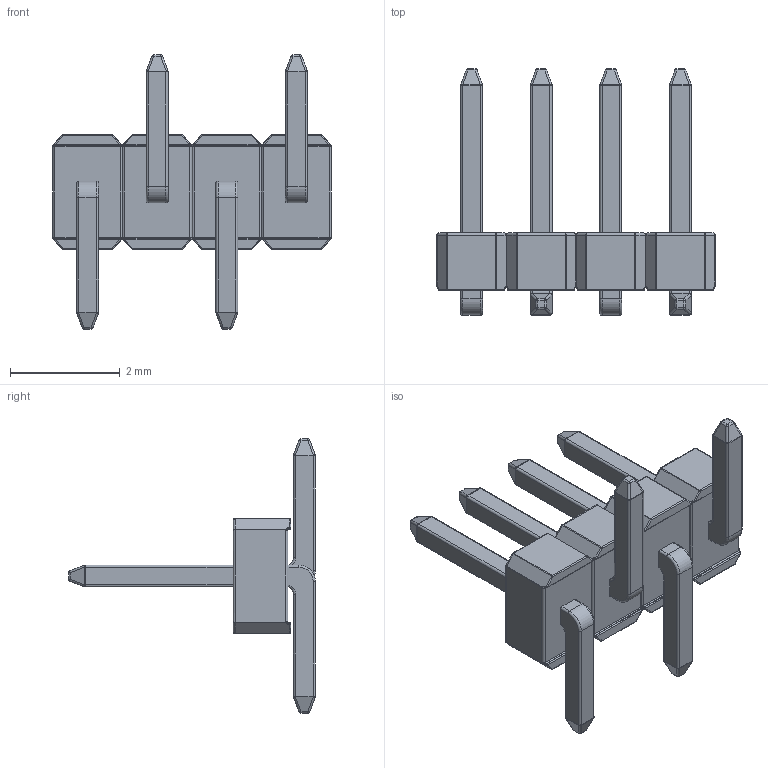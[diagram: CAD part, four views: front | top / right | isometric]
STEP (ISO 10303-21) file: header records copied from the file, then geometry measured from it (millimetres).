
FILE_DESCRIPTION (( 'STEP AP214' ), '1' );
FILE_NAME ('M50-3630442.STEP', '2018-01-16T21:55:52', ( '' ), ( '' ), 'SwSTEP 2.0', 'SolidWorks 2014', '' );
FILE_SCHEMA (( 'AUTOMOTIVE_DESIGN' ));
Length unit declared in the file: millimetre
Products named in the file (2): M50-363-Pin; M50-3630442
Assembly tree (4 placements, depth 2):
  M50-3630442
    M50-363-Pin  x4
Bounding box: 5.08 x 4.5 x 5 mm (x, y, z)
Volume: 13.9 mm3; surface area: 79.2 mm2
Topology: 4 solids, 4 shells, 604 faces, 1364 edges, 680 vertices
Faces by surface type: cylinder 272, plane 132, sphere 96, bspline 64, torus 40
Entity records: 5582 total; most frequent: CARTESIAN_POINT 1217, DIRECTION 679, ORIENTED_EDGE 634, EDGE_CURVE 317, AXIS2_PLACEMENT_3D 268, VERTEX_POINT 170, EDGE_LOOP 153, FACE_OUTER_BOUND 151
